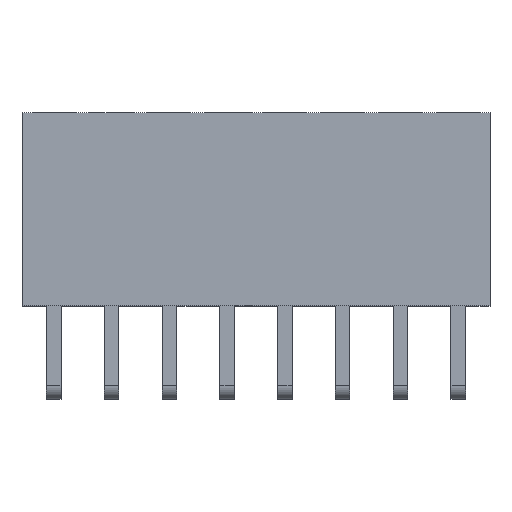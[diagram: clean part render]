
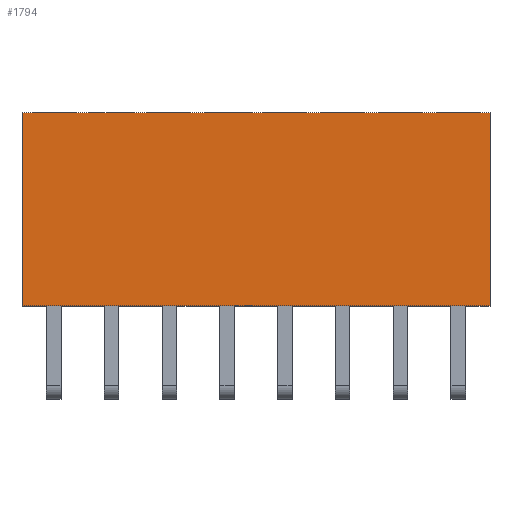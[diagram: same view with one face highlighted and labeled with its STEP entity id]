
A CAD part, top view. The second image highlights one B-rep face of the part: STEP entity #1794.
In plain terms, the highlighted planar face has unit normal (0, 0, 1).
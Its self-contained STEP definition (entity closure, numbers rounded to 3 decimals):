
#1794=ADVANCED_FACE('',(#3637),#3638,.T.);
#3637=FACE_OUTER_BOUND('',#5476,.T.);
#3638=PLANE('',#5477);
#5476=EDGE_LOOP('',(#11415,#11416,#11417,#11418));
#5477=AXIS2_PLACEMENT_3D('',#11419,#11420,#11421);
#11415=ORIENTED_EDGE('',*,*,#13904,.T.);
#11416=ORIENTED_EDGE('',*,*,#13905,.F.);
#11417=ORIENTED_EDGE('',*,*,#13906,.F.);
#11418=ORIENTED_EDGE('',*,*,#13901,.T.);
#11419=CARTESIAN_POINT('',(10.285,4.25,2.5));
#11420=DIRECTION('',(0.,-0.0,1.0));
#11421=DIRECTION('',(0.0,1.0,0.0));
#13901=EDGE_CURVE('',#17520,#17518,#17521,.T.);
#13904=EDGE_CURVE('',#17518,#17524,#17525,.T.);
#13905=EDGE_CURVE('',#17526,#17524,#17527,.T.);
#13906=EDGE_CURVE('',#17520,#17526,#17528,.T.);
#17518=VERTEX_POINT('',#22737);
#17520=VERTEX_POINT('',#22740);
#17521=LINE('',#22741,#22742);
#17524=VERTEX_POINT('',#22746);
#17525=LINE('',#22747,#22748);
#17526=VERTEX_POINT('',#22749);
#17527=LINE('',#22750,#22751);
#17528=LINE('',#22752,#22753);
#22737=CARTESIAN_POINT('',(-10.285,8.5,2.5));
#22740=CARTESIAN_POINT('',(10.285,8.5,2.5));
#22741=CARTESIAN_POINT('',(10.285,8.5,2.5));
#22742=VECTOR('',#25001,1.0);
#22746=CARTESIAN_POINT('',(-10.285,0.0,2.5));
#22747=CARTESIAN_POINT('',(-10.285,8.5,2.5));
#22748=VECTOR('',#25003,1.0);
#22749=CARTESIAN_POINT('',(10.285,0.0,2.5));
#22750=CARTESIAN_POINT('',(10.285,0.0,2.5));
#22751=VECTOR('',#25004,1.0);
#22752=CARTESIAN_POINT('',(10.285,8.5,2.5));
#22753=VECTOR('',#25005,1.0);
#25001=DIRECTION('',(-1.0,0.0,0.));
#25003=DIRECTION('',(0.0,-1.0,0.0));
#25004=DIRECTION('',(-1.0,0.0,0.));
#25005=DIRECTION('',(0.0,-1.0,0.0));
